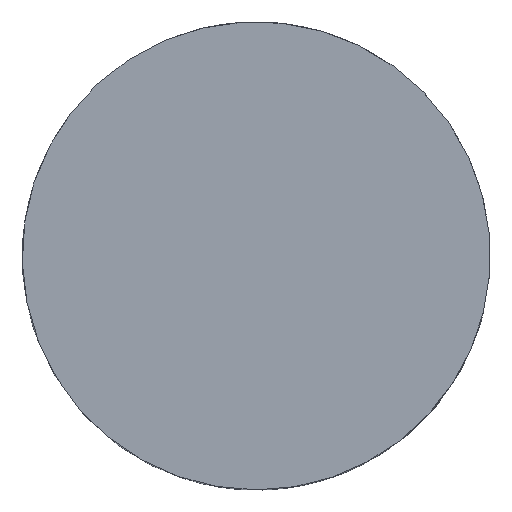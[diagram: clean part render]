
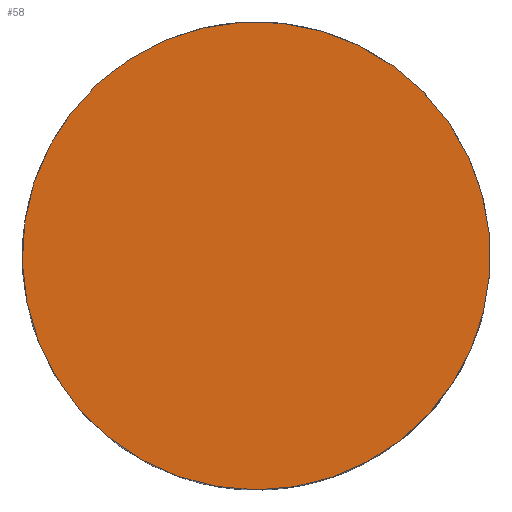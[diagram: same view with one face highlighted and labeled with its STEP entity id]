
A CAD part, top view. The second image highlights one B-rep face of the part: STEP entity #58.
In plain terms, the highlighted planar face has unit normal (0, 0, 1).
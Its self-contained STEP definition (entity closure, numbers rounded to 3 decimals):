
#58=ADVANCED_FACE('',(#69),#65,.T.);
#65=PLANE('',#145);
#69=FACE_OUTER_BOUND('',#72,.T.);
#72=EDGE_LOOP('',(#82));
#82=ORIENTED_EDGE('',*,*,#108,.F.);
#100=VERTEX_POINT('',#201);
#108=EDGE_CURVE('',#100,#100,#117,.T.);
#117=CIRCLE('',#144,12.5);
#144=AXIS2_PLACEMENT_3D('',#200,#166,#167);
#145=AXIS2_PLACEMENT_3D('',#202,#168,#169);
#166=DIRECTION('',(0.,0.,-1.));
#167=DIRECTION('',(0.,-1.,0.));
#168=DIRECTION('',(0.,0.,1.));
#169=DIRECTION('',(0.,-1.,0.));
#200=CARTESIAN_POINT('',(0.,0.,1.));
#201=CARTESIAN_POINT('',(0.,-12.5,1.));
#202=CARTESIAN_POINT('',(0.,0.,1.));
